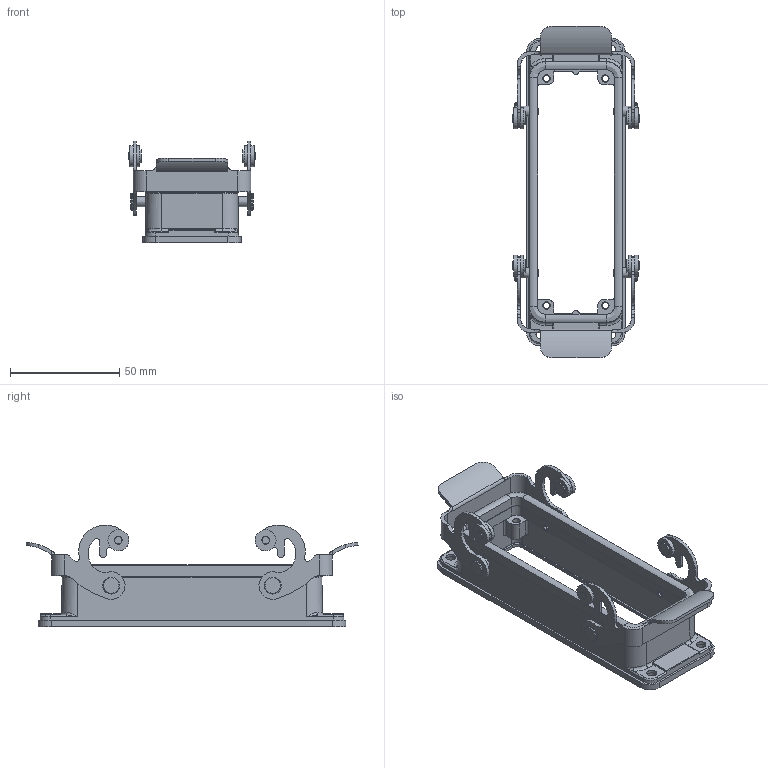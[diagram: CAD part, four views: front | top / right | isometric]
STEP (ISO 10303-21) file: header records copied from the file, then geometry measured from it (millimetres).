
FILE_DESCRIPTION(/* description */ (''),/* implementation_level */ '2;1');
FILE_NAME(/* name */ 'H24B-BK-2L-S.stp',/* time_stamp */ '2022-08-10T13:33:26+08:00',/* author */ (''),/* organization */ (''),/* preprocessor_version */ 'ST-DEVELOPER v16',/* originating_system */ 'SIEMENS PLM Software NX 10.0',/* authorisation */ '');
FILE_SCHEMA (('AP203_CONFIGURATION_CONTROLLED_3D_DESIGN_OF_MECHANICAL_PARTS_AND_ASSEMBLIES_MIM_LF { 1 0 10303 403 2 1 2}'));
Length unit declared in the file: millimetre
Products named in the file (1): Admi64C4377Cc0qh
Bounding box: 58.4 x 152.25 x 46.57 mm (x, y, z)
Volume: 43674.3 mm3; surface area: 36117.6 mm2
Topology: 1 solids, 7 shells, 501 faces, 1249 edges, 796 vertices
Faces by surface type: cylinder 228, plane 205, bspline 40, cone 22, torus 4, sphere 2
Full cylindrical faces by diameter (mm): 2.3 x4, 2.843 x4, 3 x8, 3.4 x8, 3.5 x4, 3.9 x4, 4.1 x4, 4.5 x8, 4.8 x4, 5.6 x4, 6 x4, 7.8 x4, 9.6 x8
Entity records: 15175 total; most frequent: CARTESIAN_POINT 3691, DIRECTION 2421, ORIENTED_EDGE 2228, EDGE_CURVE 1114, AXIS2_PLACEMENT_3D 958, VERTEX_POINT 758, EDGE_LOOP 662, LINE 505
